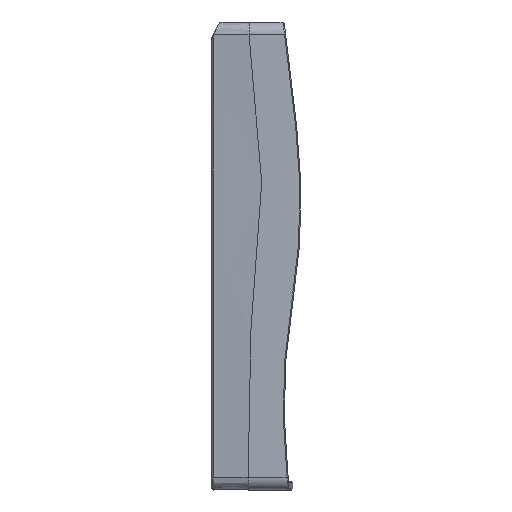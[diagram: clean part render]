
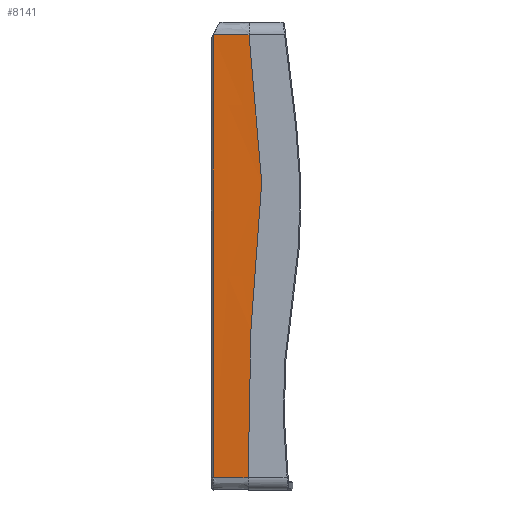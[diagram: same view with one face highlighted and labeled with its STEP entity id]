
A CAD part, left-side view. The second image highlights one B-rep face of the part: STEP entity #8141.
In plain terms, the highlighted free-form (B-spline) face has degree [3, 3] with [4, 8] control points.
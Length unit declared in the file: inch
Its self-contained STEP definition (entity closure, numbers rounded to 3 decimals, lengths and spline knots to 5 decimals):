
#95=B_SPLINE_CURVE_WITH_KNOTS('',3,(#13428,#13429,#13430,#13431),
 .UNSPECIFIED.,.F.,.F.,(4,4),(-0.92996,-0.92826),
 .UNSPECIFIED.);
#98=B_SPLINE_CURVE_WITH_KNOTS('',3,(#13471,#13472,#13473,#13474,#13475,
#13476,#13477,#13478),.UNSPECIFIED.,.F.,.F.,(4,2,2,4),(0.30373,
1.98714,6.08751,10.92),.UNSPECIFIED.);
#108=B_SPLINE_CURVE_WITH_KNOTS('',3,(#13720,#13721,#13722,#13723,#13724,
#13725,#13726,#13727),.UNSPECIFIED.,.F.,.F.,(4,2,2,4),(-10.92008,
-6.08751,-1.98714,-0.30653),.UNSPECIFIED.);
#120=B_SPLINE_CURVE_WITH_KNOTS('',3,(#14040,#14041,#14042,#14043),
 .UNSPECIFIED.,.F.,.F.,(4,4),(-0.34743,-0.34028),
 .UNSPECIFIED.);
#124=B_SPLINE_CURVE_WITH_KNOTS('',3,(#14095,#14096,#14097,#14098),
 .UNSPECIFIED.,.F.,.F.,(4,4),(0.05337,0.91507),
 .UNSPECIFIED.);
#126=B_SPLINE_CURVE_WITH_KNOTS('',3,(#14126,#14127,#14128,#14129),
 .UNSPECIFIED.,.F.,.F.,(4,4),(0.00003,0.84394),
 .UNSPECIFIED.);
#176=B_SPLINE_SURFACE_WITH_KNOTS('',3,3,((#14732,#14733,#14734,#14735,#14736,
#14737,#14738,#14739),(#14740,#14741,#14742,#14743,#14744,#14745,#14746,
#14747),(#14748,#14749,#14750,#14751,#14752,#14753,#14754,#14755),(#14756,
#14757,#14758,#14759,#14760,#14761,#14762,#14763)),.UNSPECIFIED.,.F.,.F.,
 .F.,(4,4),(4,2,2,4),(-0.8807,-0.03602),(0.30022,
1.98714,6.08751,10.92134),.UNSPECIFIED.);
#938=FACE_OUTER_BOUND('',#1403,.T.);
#1403=EDGE_LOOP('',(#7120,#7121,#7122,#7123,#7124,#7125));
#3594=VERTEX_POINT('',#13425);
#3595=VERTEX_POINT('',#13427);
#3597=VERTEX_POINT('',#13466);
#3633=VERTEX_POINT('',#13708);
#3634=VERTEX_POINT('',#13715);
#3641=VERTEX_POINT('',#14039);
#4557=EDGE_CURVE('',#3594,#3595,#95,.T.);
#4561=EDGE_CURVE('',#3597,#3594,#98,.T.);
#4630=EDGE_CURVE('',#3634,#3633,#108,.T.);
#4646=EDGE_CURVE('',#3633,#3641,#120,.T.);
#4651=EDGE_CURVE('',#3641,#3597,#124,.T.);
#4654=EDGE_CURVE('',#3595,#3634,#126,.T.);
#7120=ORIENTED_EDGE('',*,*,#4630,.F.);
#7121=ORIENTED_EDGE('',*,*,#4654,.F.);
#7122=ORIENTED_EDGE('',*,*,#4557,.F.);
#7123=ORIENTED_EDGE('',*,*,#4561,.F.);
#7124=ORIENTED_EDGE('',*,*,#4651,.F.);
#7125=ORIENTED_EDGE('',*,*,#4646,.F.);
#8141=ADVANCED_FACE('',(#938),#176,.T.);
#13425=CARTESIAN_POINT('',(-5.80118,0.00461,-2.09055));
#13427=CARTESIAN_POINT('',(-5.80118,0.0046,-2.09108));
#13428=CARTESIAN_POINT('Ctrl Pts',(-5.80118,0.00461,
-2.09055));
#13429=CARTESIAN_POINT('Ctrl Pts',(-5.80118,0.00461,
-2.09073));
#13430=CARTESIAN_POINT('Ctrl Pts',(-5.80118,0.0046,
-2.0909));
#13431=CARTESIAN_POINT('Ctrl Pts',(-5.80118,0.0046,
-2.09108));
#13466=CARTESIAN_POINT('',(-5.80118,-0.00378,2.08908));
#13471=CARTESIAN_POINT('Ctrl Pts',(-5.80118,-0.00378,
2.08908));
#13472=CARTESIAN_POINT('Ctrl Pts',(-5.80118,-0.02895,
1.86816));
#13473=CARTESIAN_POINT('Ctrl Pts',(-5.80118,-0.05414,
1.64724));
#13474=CARTESIAN_POINT('Ctrl Pts',(-5.80118,-0.14048,
0.88822));
#13475=CARTESIAN_POINT('Ctrl Pts',(-5.80118,-0.13837,
0.35011));
#13476=CARTESIAN_POINT('Ctrl Pts',(-5.80118,0.00437,
-0.82218));
#13477=CARTESIAN_POINT('Ctrl Pts',(-5.80118,0.02999,
-1.45636));
#13478=CARTESIAN_POINT('Ctrl Pts',(-5.80118,0.00461,
-2.09055));
#13708=CARTESIAN_POINT('',(-5.76396,0.33476,2.08798));
#13715=CARTESIAN_POINT('',(-5.76401,0.33477,-2.09058));
#13720=CARTESIAN_POINT('Ctrl Pts',(-5.76401,0.33477,
-2.09058));
#13721=CARTESIAN_POINT('Ctrl Pts',(-5.76417,0.33479,
-1.45639));
#13722=CARTESIAN_POINT('Ctrl Pts',(-5.76395,0.33476,
-0.82219));
#13723=CARTESIAN_POINT('Ctrl Pts',(-5.76335,0.3347,0.35011));
#13724=CARTESIAN_POINT('Ctrl Pts',(-5.76336,0.33471,
0.88822));
#13725=CARTESIAN_POINT('Ctrl Pts',(-5.76369,0.33474,
1.64687));
#13726=CARTESIAN_POINT('Ctrl Pts',(-5.76381,0.33475,
1.86743));
#13727=CARTESIAN_POINT('Ctrl Pts',(-5.76396,0.33476,
2.08798));
#14039=CARTESIAN_POINT('',(-5.76411,0.33344,2.09047));
#14040=CARTESIAN_POINT('Ctrl Pts',(-5.76396,0.33476,
2.08798));
#14041=CARTESIAN_POINT('Ctrl Pts',(-5.76401,0.33432,
2.08881));
#14042=CARTESIAN_POINT('Ctrl Pts',(-5.76406,0.33388,
2.08964));
#14043=CARTESIAN_POINT('Ctrl Pts',(-5.76411,0.33344,
2.09047));
#14095=CARTESIAN_POINT('Ctrl Pts',(-5.76411,0.33344,
2.09047));
#14096=CARTESIAN_POINT('Ctrl Pts',(-5.77647,0.22104,2.09));
#14097=CARTESIAN_POINT('Ctrl Pts',(-5.78883,0.10863,2.08954));
#14098=CARTESIAN_POINT('Ctrl Pts',(-5.80118,-0.00378,
2.08908));
#14126=CARTESIAN_POINT('Ctrl Pts',(-5.80118,0.0046,
-2.09108));
#14127=CARTESIAN_POINT('Ctrl Pts',(-5.78879,0.11466,
-2.09091));
#14128=CARTESIAN_POINT('Ctrl Pts',(-5.7764,0.22471,
-2.09075));
#14129=CARTESIAN_POINT('Ctrl Pts',(-5.76401,0.33477,-2.09058));
#14732=CARTESIAN_POINT('Ctrl Pts',(-5.80118,-0.00362,
2.09047));
#14733=CARTESIAN_POINT('Ctrl Pts',(-5.80118,-0.02885,
1.86908));
#14734=CARTESIAN_POINT('Ctrl Pts',(-5.80118,-0.05409,
1.6477));
#14735=CARTESIAN_POINT('Ctrl Pts',(-5.80118,-0.14048,
0.88822));
#14736=CARTESIAN_POINT('Ctrl Pts',(-5.80118,-0.13837,
0.35011));
#14737=CARTESIAN_POINT('Ctrl Pts',(-5.80118,0.00439,
-0.82236));
#14738=CARTESIAN_POINT('Ctrl Pts',(-5.80118,0.03,
-1.45671));
#14739=CARTESIAN_POINT('Ctrl Pts',(-5.80118,0.00459,
-2.09108));
#14740=CARTESIAN_POINT('Ctrl Pts',(-5.78859,0.11081,2.09047));
#14741=CARTESIAN_POINT('Ctrl Pts',(-5.78859,0.09364,
1.86908));
#14742=CARTESIAN_POINT('Ctrl Pts',(-5.78859,0.0765,
1.6477));
#14743=CARTESIAN_POINT('Ctrl Pts',(-5.78859,0.01769,
0.88822));
#14744=CARTESIAN_POINT('Ctrl Pts',(-5.78859,0.01915,
0.35011));
#14745=CARTESIAN_POINT('Ctrl Pts',(-5.78859,0.11627,
-0.82236));
#14746=CARTESIAN_POINT('Ctrl Pts',(-5.78859,0.1337,
-1.45671));
#14747=CARTESIAN_POINT('Ctrl Pts',(-5.78859,0.1164,
-2.09108));
#14748=CARTESIAN_POINT('Ctrl Pts',(-5.77601,0.22525,
2.09047));
#14749=CARTESIAN_POINT('Ctrl Pts',(-5.77601,0.21617,1.86908));
#14750=CARTESIAN_POINT('Ctrl Pts',(-5.77601,0.20704,
1.6477));
#14751=CARTESIAN_POINT('Ctrl Pts',(-5.77601,0.17592,
0.88822));
#14752=CARTESIAN_POINT('Ctrl Pts',(-5.77601,0.17666,
0.35011));
#14753=CARTESIAN_POINT('Ctrl Pts',(-5.77601,0.22814,
-0.82236));
#14754=CARTESIAN_POINT('Ctrl Pts',(-5.77601,0.23737,
-1.45672));
#14755=CARTESIAN_POINT('Ctrl Pts',(-5.77601,0.22822,-2.09108));
#14756=CARTESIAN_POINT('Ctrl Pts',(-5.76342,0.33969,
2.09047));
#14757=CARTESIAN_POINT('Ctrl Pts',(-5.76342,0.33866,
1.86908));
#14758=CARTESIAN_POINT('Ctrl Pts',(-5.76342,0.33763,1.6477));
#14759=CARTESIAN_POINT('Ctrl Pts',(-5.76342,0.33409,
0.88822));
#14760=CARTESIAN_POINT('Ctrl Pts',(-5.76342,0.33418,
0.35011));
#14761=CARTESIAN_POINT('Ctrl Pts',(-5.76342,0.34002,
-0.82236));
#14762=CARTESIAN_POINT('Ctrl Pts',(-5.76342,0.34107,
-1.45672));
#14763=CARTESIAN_POINT('Ctrl Pts',(-5.76342,0.34003,
-2.09108));
